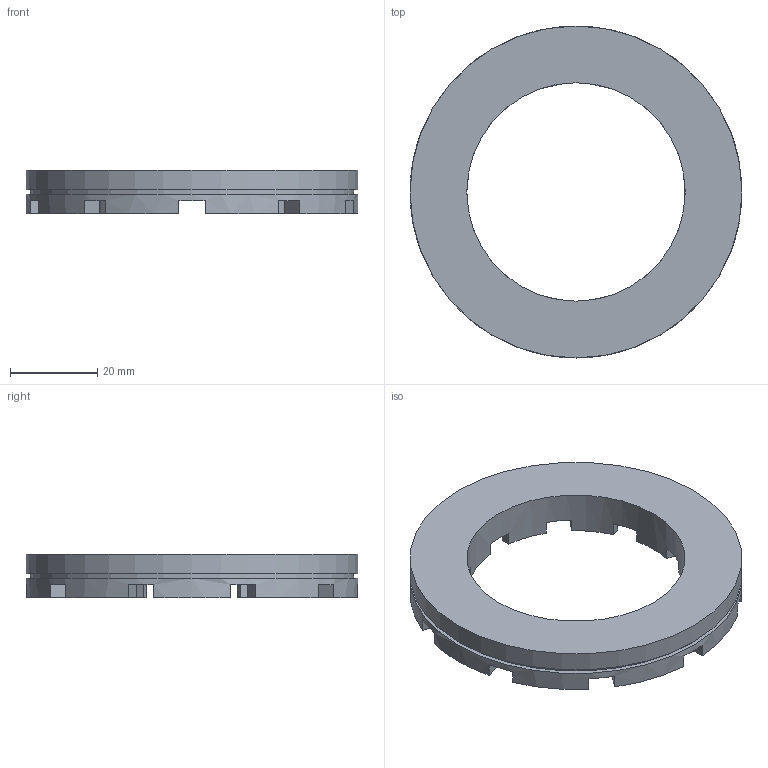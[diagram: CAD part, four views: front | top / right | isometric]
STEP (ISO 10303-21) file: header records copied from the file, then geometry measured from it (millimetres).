
FILE_DESCRIPTION(('FreeCAD Model'),'2;1');
FILE_NAME('bp1.step', '2015-01-02T15:48:22',('Author'),(''), 'Open CASCADE STEP processor 6.7','FreeCAD','Unknown');
FILE_SCHEMA(('AUTOMOTIVE_DESIGN_CC2 { 1 2 10303 214 -1 1 5 4 }'));
Length unit declared in the file: millimetre
Products named in the file (1): bp1_v2
Bounding box: 76 x 76 x 10 mm (x, y, z)
Volume: 20393.2 mm3; surface area: 11131.3 mm2
Topology: 1 solids, 1 shells, 108 faces, 286 edges, 192 vertices
Faces by surface type: plane 74, cylinder 34
Full cylindrical faces by diameter (mm): 5.1 x10, 50 x1, 74 x1, 76 x2
Entity records: 8163 total; most frequent: CARTESIAN_POINT 2719, DIRECTION 942, ORIENTED_EDGE 572, PCURVE 572, DEFINITIONAL_REPRESENTATION 572, LINE 430, VECTOR 430, EDGE_CURVE 286
